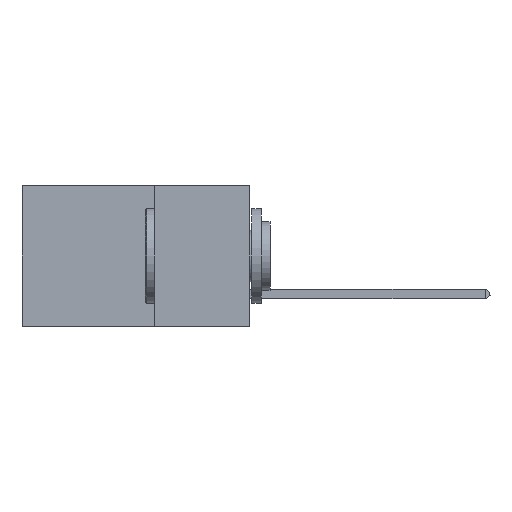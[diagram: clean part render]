
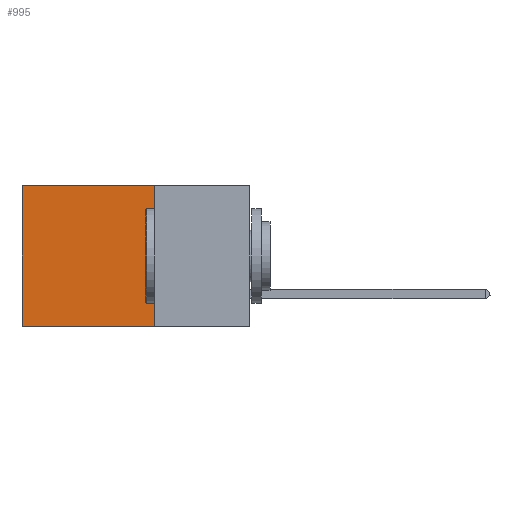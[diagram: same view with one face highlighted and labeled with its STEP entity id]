
A CAD part, left-side view. The second image highlights one B-rep face of the part: STEP entity #995.
In plain terms, the highlighted planar face has unit normal (-1, 0, 0).
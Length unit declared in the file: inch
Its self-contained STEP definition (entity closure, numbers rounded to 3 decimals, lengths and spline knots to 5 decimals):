
#38 = VERTEX_POINT ( 'NONE', #6742 ) ;
#201 = DIRECTION ( 'NONE',  ( 1., 0., 0. ) ) ;
#778 = ORIENTED_EDGE ( 'NONE', *, *, #8281, .F. ) ;
#842 = CARTESIAN_POINT ( 'NONE',  ( 0.2875, 0.25, 0. ) ) ;
#995 = ADVANCED_FACE ( 'NONE', ( #6592 ), #9951, .F. ) ;
#1316 = CARTESIAN_POINT ( 'NONE',  ( 0.2875, 0.6, 0. ) ) ;
#1719 = VERTEX_POINT ( 'NONE', #7551 ) ;
#2267 = DIRECTION ( 'NONE',  ( 0., 0., -1. ) ) ;
#2612 = CARTESIAN_POINT ( 'NONE',  ( 0.2875, 0.25, 0. ) ) ;
#2963 = ORIENTED_EDGE ( 'NONE', *, *, #10387, .T. ) ;
#3976 = VECTOR ( 'NONE', #6042, 39.37008 ) ;
#4013 = CARTESIAN_POINT ( 'NONE',  ( 0.2875, 0.25, 0. ) ) ;
#4664 = EDGE_CURVE ( 'NONE', #1719, #12360, #8175, .T. ) ;
#5243 = VECTOR ( 'NONE', #10357, 39.37008 ) ;
#5273 = EDGE_LOOP ( 'NONE', ( #5780, #5645, #778, #2963 ) ) ;
#5288 = VECTOR ( 'NONE', #9086, 39.37008 ) ;
#5645 = ORIENTED_EDGE ( 'NONE', *, *, #4664, .F. ) ;
#5743 = CARTESIAN_POINT ( 'NONE',  ( 0.2875, 0.25, 0. ) ) ;
#5780 = ORIENTED_EDGE ( 'NONE', *, *, #10617, .T. ) ;
#6027 = AXIS2_PLACEMENT_3D ( 'NONE', #4013, #201, #2267 ) ;
#6042 = DIRECTION ( 'NONE',  ( 0., 0., -1. ) ) ;
#6538 = LINE ( 'NONE', #1316, #3976 ) ;
#6592 = FACE_OUTER_BOUND ( 'NONE', #5273, .T. ) ;
#6742 = CARTESIAN_POINT ( 'NONE',  ( 0.2875, 0.6, 0. ) ) ;
#6852 = LINE ( 'NONE', #5743, #11697 ) ;
#7058 = LINE ( 'NONE', #2612, #5243 ) ;
#7311 = VERTEX_POINT ( 'NONE', #842 ) ;
#7551 = CARTESIAN_POINT ( 'NONE',  ( 0.2875, 0.25, -0.37 ) ) ;
#7665 = DIRECTION ( 'NONE',  ( 0., 1., 0. ) ) ;
#7809 = CARTESIAN_POINT ( 'NONE',  ( 0.2875, 0.6, -0.37 ) ) ;
#8175 = LINE ( 'NONE', #10027, #5288 ) ;
#8281 = EDGE_CURVE ( 'NONE', #7311, #1719, #7058, .T. ) ;
#9086 = DIRECTION ( 'NONE',  ( 0., 1., 0. ) ) ;
#9951 = PLANE ( 'NONE',  #6027 ) ;
#10027 = CARTESIAN_POINT ( 'NONE',  ( 0.2875, 0.25, -0.37 ) ) ;
#10357 = DIRECTION ( 'NONE',  ( 0., 0., -1. ) ) ;
#10387 = EDGE_CURVE ( 'NONE', #7311, #38, #6852, .T. ) ;
#10617 = EDGE_CURVE ( 'NONE', #38, #12360, #6538, .T. ) ;
#11697 = VECTOR ( 'NONE', #7665, 39.37008 ) ;
#12360 = VERTEX_POINT ( 'NONE', #7809 ) ;
